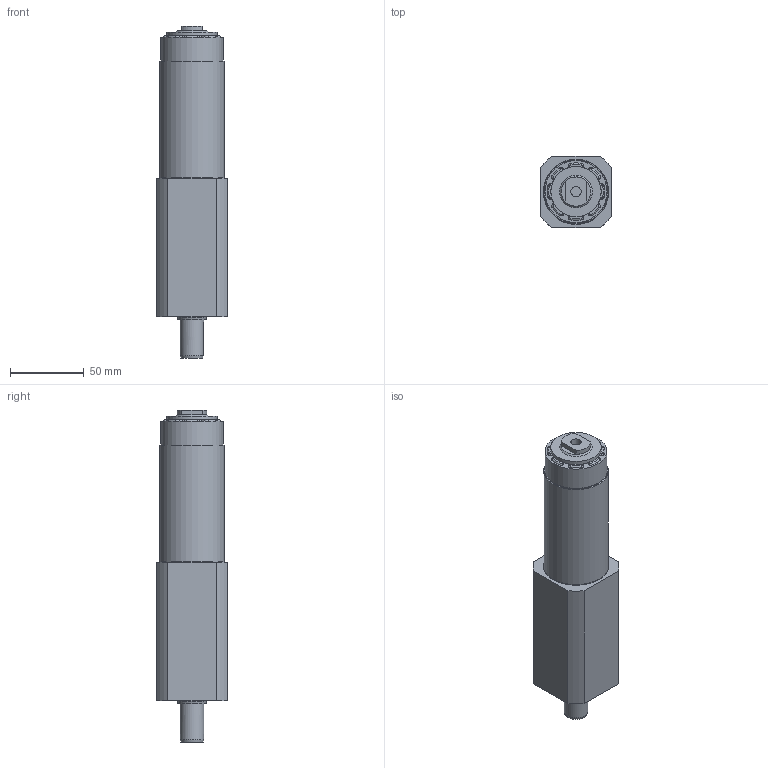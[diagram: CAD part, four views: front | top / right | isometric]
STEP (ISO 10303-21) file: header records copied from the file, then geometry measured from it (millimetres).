
FILE_DESCRIPTION(/* description */ (''),/* implementation_level */ '2;1');
FILE_NAME(/* name */ 'PGD024-SEx-2-Stage v1.step',/* time_stamp */ '2023-05-05T15:25:45-04:00',/* author */ (''),/* organization */ (''),/* preprocessor_version */ 'ST-DEVELOPER v19.2',/* originating_system */ 'Autodesk Translation Framework v12.4.0.73',/* authorisation */ '');
FILE_SCHEMA (('AUTOMOTIVE_DESIGN { 1 0 10303 214 3 1 1 }'));
Length unit declared in the file: millimetre
Products named in the file (1): PGD024-SEx-2-Stage
Bounding box: 48 x 48 x 224.7 mm (x, y, z)
Volume: 356633.3 mm3; surface area: 37476.6 mm2
Topology: 1 solids, 1 shells, 112 faces, 281 edges, 180 vertices
Faces by surface type: plane 36, cylinder 35, bspline 16, torus 16, cone 9
Full cylindrical faces by diameter (mm): 4.2 x4, 5 x1, 7 x1, 16 x1, 20 x1, 34 x1, 42 x1, 44 x1, 44.1 x1
Entity records: 3666 total; most frequent: CARTESIAN_POINT 926, DIRECTION 607, ORIENTED_EDGE 552, EDGE_CURVE 276, AXIS2_PLACEMENT_3D 253, VERTEX_POINT 180, CIRCLE 156, EDGE_LOOP 126
